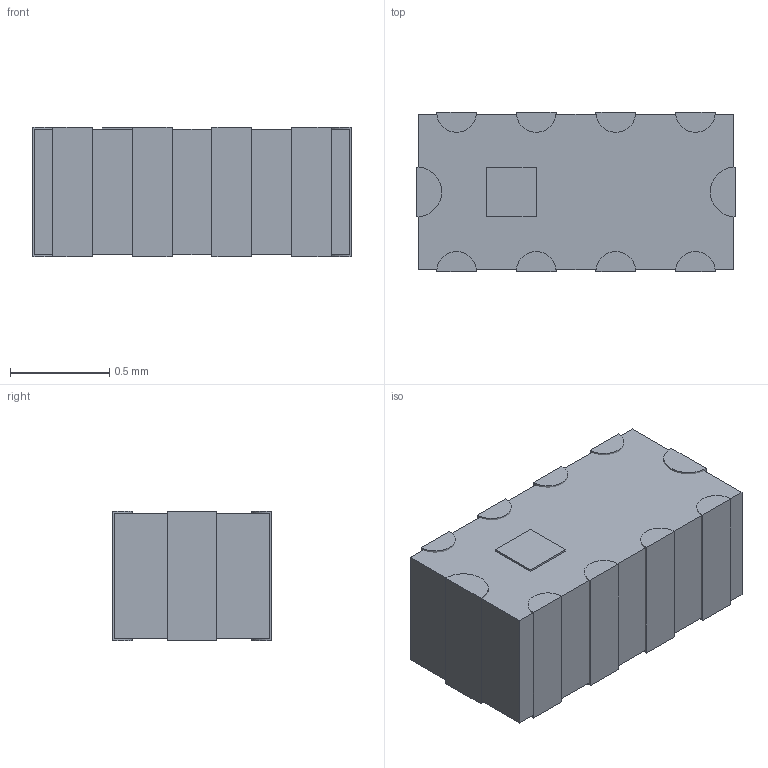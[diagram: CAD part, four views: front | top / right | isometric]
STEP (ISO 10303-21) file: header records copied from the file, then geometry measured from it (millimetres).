
FILE_DESCRIPTION(('FreeCAD Model'),'2;1');
FILE_NAME('997045.4.3.stp','2020-05-21T09:34:41',( 'Author'),(''),'Open CASCADE STEP processor 6.9','FreeCAD','Unknown' );
FILE_SCHEMA(('AUTOMOTIVE_DESIGN { 1 0 10303 214 1 1 1 1 }'));
Length unit declared in the file: millimetre
Products named in the file (13): ASSEMBLY; Rect1; Rect2; Pad0; Pad1; Pad2; Pad3; Pad4; Pad5; Pad6; Pad7; Pad8; Pad9
Assembly tree (12 placements, depth 2):
  ASSEMBLY
    Rect1
    Rect2
    Pad0
    Pad1
    Pad2
    Pad3
    Pad4
    Pad5
    Pad6
    Pad7
    Pad8
    Pad9
Bounding box: 1.6 x 0.8 x 0.65 mm (x, y, z)
Volume: 0.9 mm3; surface area: 9.4 mm2
Topology: 12 solids, 12 shells, 52 faces, 84 edges, 56 vertices
Faces by surface type: plane 42, cylinder 10
Entity records: 2606 total; most frequent: DIRECTION 402, CARTESIAN_POINT 373, LINE 212, VECTOR 212, ORIENTED_EDGE 168, PCURVE 168, DEFINITIONAL_REPRESENTATION 168, AXIS2_PLACEMENT_3D 85
